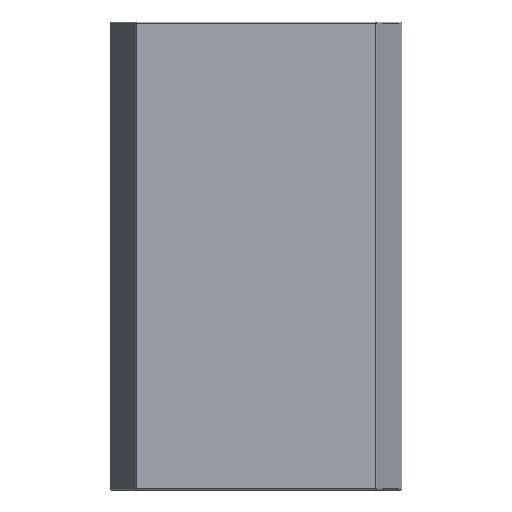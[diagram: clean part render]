
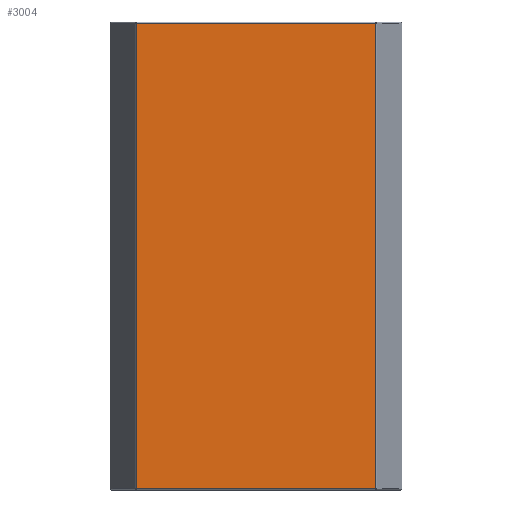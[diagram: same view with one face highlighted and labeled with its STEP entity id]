
A CAD part, front view. The second image highlights one B-rep face of the part: STEP entity #3004.
In plain terms, the highlighted planar face has unit normal (0, -1, 0).
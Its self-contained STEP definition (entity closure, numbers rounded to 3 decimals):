
#698 = CYLINDRICAL_SURFACE('',#699,0.2);
#699 = AXIS2_PLACEMENT_3D('',#700,#701,#702);
#700 = CARTESIAN_POINT('',(20.638,-1.8,0.2));
#701 = DIRECTION('',(-1.,0.,0.));
#702 = DIRECTION('',(0.,-1.,0.));
#1088 = CYLINDRICAL_SURFACE('',#1089,0.2);
#1089 = AXIS2_PLACEMENT_3D('',#1090,#1091,#1092);
#1090 = CARTESIAN_POINT('',(20.638,-1.8,79.8));
#1091 = DIRECTION('',(-1.,0.,0.));
#1092 = DIRECTION('',(0.,-1.,0.));
#1795 = VERTEX_POINT('',#1796);
#1796 = CARTESIAN_POINT('',(20.438,-2.,0.2));
#1823 = VERTEX_POINT('',#1824);
#1824 = CARTESIAN_POINT('',(-20.438,-2.,0.2));
#1844 = EDGE_CURVE('',#1795,#1823,#1845,.T.);
#1845 = SURFACE_CURVE('',#1846,(#1850,#1857),.PCURVE_S1.);
#1846 = LINE('',#1847,#1848);
#1847 = CARTESIAN_POINT('',(20.638,-2.,0.2));
#1848 = VECTOR('',#1849,1.);
#1849 = DIRECTION('',(-1.,0.,0.));
#1850 = PCURVE('',#698,#1851);
#1851 = DEFINITIONAL_REPRESENTATION('',(#1852),#1856);
#1852 = LINE('',#1853,#1854);
#1853 = CARTESIAN_POINT('',(-0.,0.));
#1854 = VECTOR('',#1855,1.);
#1855 = DIRECTION('',(-0.,1.));
#1856 = ( GEOMETRIC_REPRESENTATION_CONTEXT(2) 
PARAMETRIC_REPRESENTATION_CONTEXT() REPRESENTATION_CONTEXT('2D SPACE',''
  ) );
#1857 = PCURVE('',#1858,#1863);
#1858 = PLANE('',#1859);
#1859 = AXIS2_PLACEMENT_3D('',#1860,#1861,#1862);
#1860 = CARTESIAN_POINT('',(20.638,-2.,0.));
#1861 = DIRECTION('',(0.,-1.,0.));
#1862 = DIRECTION('',(-1.,0.,0.));
#1863 = DEFINITIONAL_REPRESENTATION('',(#1864),#1868);
#1864 = LINE('',#1865,#1866);
#1865 = CARTESIAN_POINT('',(0.,-0.2));
#1866 = VECTOR('',#1867,1.);
#1867 = DIRECTION('',(1.,0.));
#1868 = ( GEOMETRIC_REPRESENTATION_CONTEXT(2) 
PARAMETRIC_REPRESENTATION_CONTEXT() REPRESENTATION_CONTEXT('2D SPACE',''
  ) );
#2448 = VERTEX_POINT('',#2449);
#2449 = CARTESIAN_POINT('',(20.438,-2.,79.8));
#2476 = VERTEX_POINT('',#2477);
#2477 = CARTESIAN_POINT('',(-20.438,-2.,79.8));
#2497 = EDGE_CURVE('',#2448,#2476,#2498,.T.);
#2498 = SURFACE_CURVE('',#2499,(#2503,#2510),.PCURVE_S1.);
#2499 = LINE('',#2500,#2501);
#2500 = CARTESIAN_POINT('',(20.638,-2.,79.8));
#2501 = VECTOR('',#2502,1.);
#2502 = DIRECTION('',(-1.,0.,0.));
#2503 = PCURVE('',#1088,#2504);
#2504 = DEFINITIONAL_REPRESENTATION('',(#2505),#2509);
#2505 = LINE('',#2506,#2507);
#2506 = CARTESIAN_POINT('',(0.,0.));
#2507 = VECTOR('',#2508,1.);
#2508 = DIRECTION('',(0.,1.));
#2509 = ( GEOMETRIC_REPRESENTATION_CONTEXT(2) 
PARAMETRIC_REPRESENTATION_CONTEXT() REPRESENTATION_CONTEXT('2D SPACE',''
  ) );
#2510 = PCURVE('',#1858,#2511);
#2511 = DEFINITIONAL_REPRESENTATION('',(#2512),#2516);
#2512 = LINE('',#2513,#2514);
#2513 = CARTESIAN_POINT('',(0.,-79.8));
#2514 = VECTOR('',#2515,1.);
#2515 = DIRECTION('',(1.,0.));
#2516 = ( GEOMETRIC_REPRESENTATION_CONTEXT(2) 
PARAMETRIC_REPRESENTATION_CONTEXT() REPRESENTATION_CONTEXT('2D SPACE',''
  ) );
#2904 = CYLINDRICAL_SURFACE('',#2905,0.2);
#2905 = AXIS2_PLACEMENT_3D('',#2906,#2907,#2908);
#2906 = CARTESIAN_POINT('',(-20.438,-1.8,0.));
#2907 = DIRECTION('',(0.,0.,1.));
#2908 = DIRECTION('',(0.,-1.,0.));
#2993 = CYLINDRICAL_SURFACE('',#2994,0.2);
#2994 = AXIS2_PLACEMENT_3D('',#2995,#2996,#2997);
#2995 = CARTESIAN_POINT('',(20.438,-1.8,0.));
#2996 = DIRECTION('',(0.,0.,1.));
#2997 = DIRECTION('',(1.,0.,-0.));
#3004 = ADVANCED_FACE('',(#3005),#1858,.T.);
#3005 = FACE_BOUND('',#3006,.T.);
#3006 = EDGE_LOOP('',(#3007,#3028,#3029,#3050));
#3007 = ORIENTED_EDGE('',*,*,#3008,.T.);
#3008 = EDGE_CURVE('',#1795,#2448,#3009,.T.);
#3009 = SURFACE_CURVE('',#3010,(#3014,#3021),.PCURVE_S1.);
#3010 = LINE('',#3011,#3012);
#3011 = CARTESIAN_POINT('',(20.438,-2.,0.));
#3012 = VECTOR('',#3013,1.);
#3013 = DIRECTION('',(0.,0.,1.));
#3014 = PCURVE('',#1858,#3015);
#3015 = DEFINITIONAL_REPRESENTATION('',(#3016),#3020);
#3016 = LINE('',#3017,#3018);
#3017 = CARTESIAN_POINT('',(0.2,0.));
#3018 = VECTOR('',#3019,1.);
#3019 = DIRECTION('',(0.,-1.));
#3020 = ( GEOMETRIC_REPRESENTATION_CONTEXT(2) 
PARAMETRIC_REPRESENTATION_CONTEXT() REPRESENTATION_CONTEXT('2D SPACE',''
  ) );
#3021 = PCURVE('',#2993,#3022);
#3022 = DEFINITIONAL_REPRESENTATION('',(#3023),#3027);
#3023 = LINE('',#3024,#3025);
#3024 = CARTESIAN_POINT('',(-1.571,0.));
#3025 = VECTOR('',#3026,1.);
#3026 = DIRECTION('',(-0.,1.));
#3027 = ( GEOMETRIC_REPRESENTATION_CONTEXT(2) 
PARAMETRIC_REPRESENTATION_CONTEXT() REPRESENTATION_CONTEXT('2D SPACE',''
  ) );
#3028 = ORIENTED_EDGE('',*,*,#2497,.T.);
#3029 = ORIENTED_EDGE('',*,*,#3030,.F.);
#3030 = EDGE_CURVE('',#1823,#2476,#3031,.T.);
#3031 = SURFACE_CURVE('',#3032,(#3036,#3043),.PCURVE_S1.);
#3032 = LINE('',#3033,#3034);
#3033 = CARTESIAN_POINT('',(-20.438,-2.,0.));
#3034 = VECTOR('',#3035,1.);
#3035 = DIRECTION('',(0.,0.,1.));
#3036 = PCURVE('',#1858,#3037);
#3037 = DEFINITIONAL_REPRESENTATION('',(#3038),#3042);
#3038 = LINE('',#3039,#3040);
#3039 = CARTESIAN_POINT('',(41.075,0.));
#3040 = VECTOR('',#3041,1.);
#3041 = DIRECTION('',(0.,-1.));
#3042 = ( GEOMETRIC_REPRESENTATION_CONTEXT(2) 
PARAMETRIC_REPRESENTATION_CONTEXT() REPRESENTATION_CONTEXT('2D SPACE',''
  ) );
#3043 = PCURVE('',#2904,#3044);
#3044 = DEFINITIONAL_REPRESENTATION('',(#3045),#3049);
#3045 = LINE('',#3046,#3047);
#3046 = CARTESIAN_POINT('',(-0.,0.));
#3047 = VECTOR('',#3048,1.);
#3048 = DIRECTION('',(-0.,1.));
#3049 = ( GEOMETRIC_REPRESENTATION_CONTEXT(2) 
PARAMETRIC_REPRESENTATION_CONTEXT() REPRESENTATION_CONTEXT('2D SPACE',''
  ) );
#3050 = ORIENTED_EDGE('',*,*,#1844,.F.);
